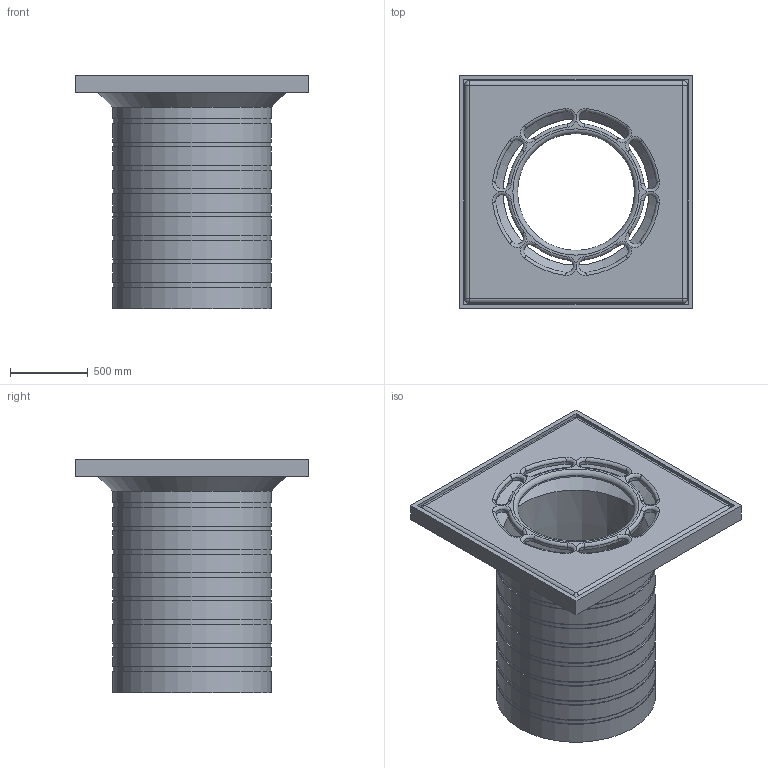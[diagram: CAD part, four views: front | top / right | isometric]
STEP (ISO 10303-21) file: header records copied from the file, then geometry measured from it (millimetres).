
FILE_DESCRIPTION(/* description */ (''),/* implementation_level */ '2;1');
FILE_NAME(/* name */ '16090.070X_3D.stp',/* time_stamp */ '2024-12-12T06:55:28+01:00',/* author */ ('CAD'),/* organization */ (''),/* preprocessor_version */ 'ST-DEVELOPER v20',/* originating_system */ 'AutoCAD Mechanical',/* authorisation */ '');
FILE_SCHEMA (('AUTOMOTIVE_DESIGN { 1 0 10303 214 3 1 1 }'));
Length unit declared in the file: centimetre
Products named in the file (2): Product; *S0
Assembly tree (1 placements, depth 2):
  Product
    *S0
Bounding box: 1500 x 1500 x 1500 mm (x, y, z)
Volume: 205056923.7 mm3; surface area: 16828926.8 mm2
Topology: 2 solids, 2 shells, 242 faces, 562 edges, 346 vertices
Faces by surface type: cylinder 107, torus 66, plane 58, sphere 4, bspline 4, cone 3
Full cylindrical faces by diameter (mm): 35 x4, 80 x4, 750 x1, 780 x1, 1010 x8, 1020 x9
Entity records: 7288 total; most frequent: DIRECTION 1416, CARTESIAN_POINT 1393, ORIENTED_EDGE 1124, AXIS2_PLACEMENT_3D 629, EDGE_CURVE 562, CIRCLE 388, VERTEX_POINT 346, EDGE_LOOP 284
